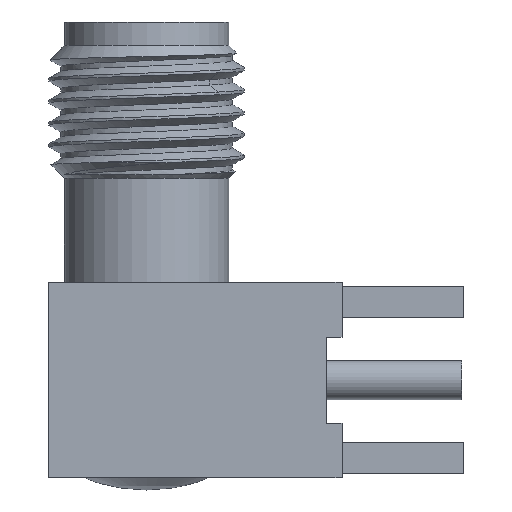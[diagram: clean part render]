
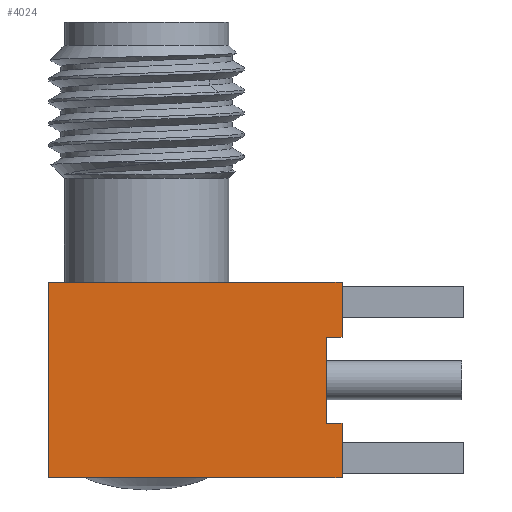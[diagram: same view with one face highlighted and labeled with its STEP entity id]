
A CAD part, left-side view. The second image highlights one B-rep face of the part: STEP entity #4024.
In plain terms, the highlighted planar face has unit normal (-1, 0, 0).
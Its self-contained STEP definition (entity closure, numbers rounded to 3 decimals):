
#1302=DIRECTION('',(0.,1.,0.));
#1303=VECTOR('',#1302,9.525);
#1304=CARTESIAN_POINT('',(-3.175,-6.35,-8.458));
#1305=LINE('',#1304,#1303);
#1469=DIRECTION('',(0.,0.,-1.));
#1470=VECTOR('',#1469,1.778);
#1471=CARTESIAN_POINT('',(-3.175,-6.35,-13.03));
#1472=LINE('',#1471,#1470);
#1486=DIRECTION('',(0.,0.,-1.));
#1487=VECTOR('',#1486,1.778);
#1488=CARTESIAN_POINT('',(-3.175,-6.35,-8.458));
#1489=LINE('',#1488,#1487);
#1613=DIRECTION('',(0.,0.,-1.));
#1614=VECTOR('',#1613,2.794);
#1615=CARTESIAN_POINT('',(-3.175,-5.842,-10.236));
#1616=LINE('',#1615,#1614);
#1617=DIRECTION('',(0.,-1.,0.));
#1618=VECTOR('',#1617,0.508);
#1619=CARTESIAN_POINT('',(-3.175,-5.842,-13.03));
#1620=LINE('',#1619,#1618);
#1621=DIRECTION('',(0.,1.,0.));
#1622=VECTOR('',#1621,9.525);
#1623=CARTESIAN_POINT('',(-3.175,-6.35,-14.808));
#1624=LINE('',#1623,#1622);
#1625=DIRECTION('',(0.,-1.,0.));
#1626=VECTOR('',#1625,0.508);
#1627=CARTESIAN_POINT('',(-3.175,-5.842,-10.236));
#1628=LINE('',#1627,#1626);
#1693=DIRECTION('',(0.,0.,-1.));
#1694=VECTOR('',#1693,6.35);
#1695=CARTESIAN_POINT('',(-3.175,3.175,-8.458));
#1696=LINE('',#1695,#1694);
#1913=CARTESIAN_POINT('',(-3.175,3.175,-8.458));
#1915=VERTEX_POINT('',#1913);
#1917=CARTESIAN_POINT('',(-3.175,3.175,-14.808));
#1919=VERTEX_POINT('',#1917);
#1925=CARTESIAN_POINT('',(-3.175,-6.35,-14.808));
#1927=VERTEX_POINT('',#1925);
#1932=CARTESIAN_POINT('',(-3.175,-6.35,-13.03));
#1934=VERTEX_POINT('',#1932);
#1935=CARTESIAN_POINT('',(-3.175,-6.35,-8.458));
#1936=CARTESIAN_POINT('',(-3.175,-6.35,-10.236));
#1937=VERTEX_POINT('',#1935);
#1938=VERTEX_POINT('',#1936);
#1969=CARTESIAN_POINT('',(-3.175,-5.842,-13.03));
#1971=VERTEX_POINT('',#1969);
#1973=CARTESIAN_POINT('',(-3.175,-5.842,-10.236));
#1975=VERTEX_POINT('',#1973);
#4006=CARTESIAN_POINT('',(-3.175,-5.842,-8.458));
#4007=DIRECTION('',(-1.,0.,0.));
#4008=DIRECTION('',(0.,1.,0.));
#4009=AXIS2_PLACEMENT_3D('',#4006,#4007,#4008);
#4010=PLANE('',#4009);
#4011=ORIENTED_EDGE('',*,*,#3673,.F.);
#4012=ORIENTED_EDGE('',*,*,#3936,.T.);
#4014=ORIENTED_EDGE('',*,*,#4013,.F.);
#4015=ORIENTED_EDGE('',*,*,#3745,.T.);
#4017=ORIENTED_EDGE('',*,*,#4016,.T.);
#4018=ORIENTED_EDGE('',*,*,#3911,.T.);
#4019=ORIENTED_EDGE('',*,*,#3814,.T.);
#4021=ORIENTED_EDGE('',*,*,#4020,.F.);
#4022=EDGE_LOOP('',(#4011,#4012,#4014,#4015,#4017,#4018,#4019,#4021));
#4023=FACE_OUTER_BOUND('',#4022,.F.);
#3673=EDGE_CURVE('',#1937,#1915,#1305,.T.);
#3745=EDGE_CURVE('',#1975,#1971,#1616,.T.);
#3814=EDGE_CURVE('',#1927,#1919,#1624,.T.);
#3911=EDGE_CURVE('',#1934,#1927,#1472,.T.);
#3936=EDGE_CURVE('',#1937,#1938,#1489,.T.);
#4013=EDGE_CURVE('',#1975,#1938,#1628,.T.);
#4016=EDGE_CURVE('',#1971,#1934,#1620,.T.);
#4020=EDGE_CURVE('',#1915,#1919,#1696,.T.);
#4024=ADVANCED_FACE('',(#4023),#4010,.T.);
